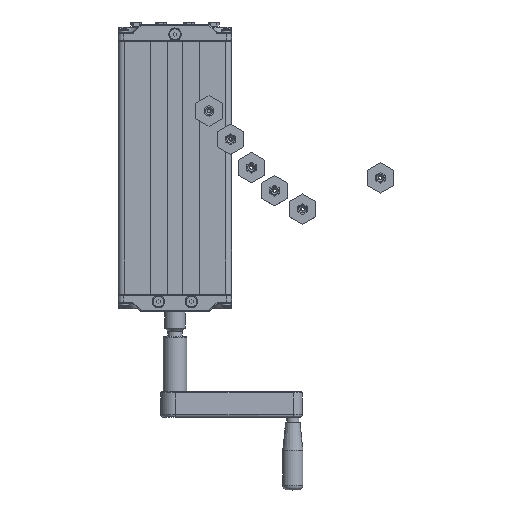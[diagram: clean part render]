
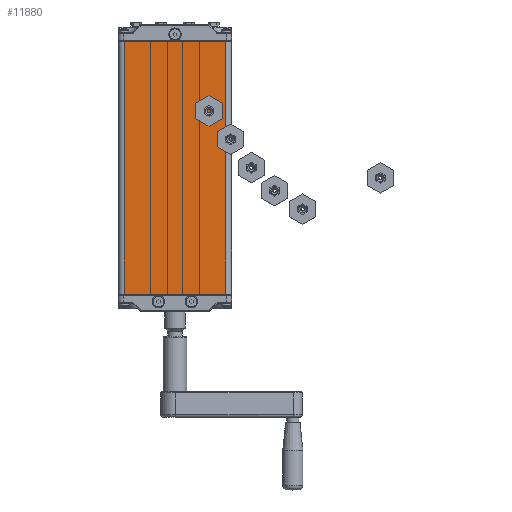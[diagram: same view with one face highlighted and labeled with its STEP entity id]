
A CAD part, top view. The second image highlights one B-rep face of the part: STEP entity #11880.
In plain terms, the highlighted planar face has unit normal (0, 0, 1).
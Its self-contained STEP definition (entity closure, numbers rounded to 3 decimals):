
#1805=FACE_OUTER_BOUND('',#2591,.T.);
#2591=EDGE_LOOP('',(#8039,#8040,#8041,#8042));
#3446=LINE('',#18837,#4315);
#3447=LINE('',#18839,#4316);
#3448=LINE('',#18841,#4317);
#3449=LINE('',#18842,#4318);
#4315=VECTOR('',#14726,267.5);
#4316=VECTOR('',#14727,108.);
#4317=VECTOR('',#14728,267.5);
#4318=VECTOR('',#14729,108.);
#5184=VERTEX_POINT('',#18835);
#5185=VERTEX_POINT('',#18836);
#5186=VERTEX_POINT('',#18838);
#5187=VERTEX_POINT('',#18840);
#6247=EDGE_CURVE('',#5184,#5185,#3446,.F.);
#6248=EDGE_CURVE('',#5185,#5186,#3447,.T.);
#6249=EDGE_CURVE('',#5186,#5187,#3448,.T.);
#6250=EDGE_CURVE('',#5187,#5184,#3449,.F.);
#8039=ORIENTED_EDGE('',*,*,#6247,.T.);
#8040=ORIENTED_EDGE('',*,*,#6248,.T.);
#8041=ORIENTED_EDGE('',*,*,#6249,.T.);
#8042=ORIENTED_EDGE('',*,*,#6250,.T.);
#11623=PLANE('',#13099);
#11880=ADVANCED_FACE('',(#1805),#11623,.T.);
#13099=AXIS2_PLACEMENT_3D('',#18834,#14724,#14725);
#14724=DIRECTION('center_axis',(0.,0.,1.));
#14725=DIRECTION('ref_axis',(1.,0.,0.));
#14726=DIRECTION('',(0.,-1.,0.));
#14727=DIRECTION('',(-1.,0.,0.));
#14728=DIRECTION('',(0.,-1.,0.));
#14729=DIRECTION('',(-1.,0.,0.));
#18834=CARTESIAN_POINT('Origin',(60.,268.5,30.));
#18835=CARTESIAN_POINT('',(54.,0.5,30.));
#18836=CARTESIAN_POINT('',(54.,268.,30.));
#18837=CARTESIAN_POINT('',(54.,268.,30.));
#18838=CARTESIAN_POINT('',(-54.,268.,30.));
#18839=CARTESIAN_POINT('',(54.,268.,30.));
#18840=CARTESIAN_POINT('',(-54.,0.5,30.));
#18841=CARTESIAN_POINT('',(-54.,268.,30.));
#18842=CARTESIAN_POINT('',(54.,0.5,30.));
